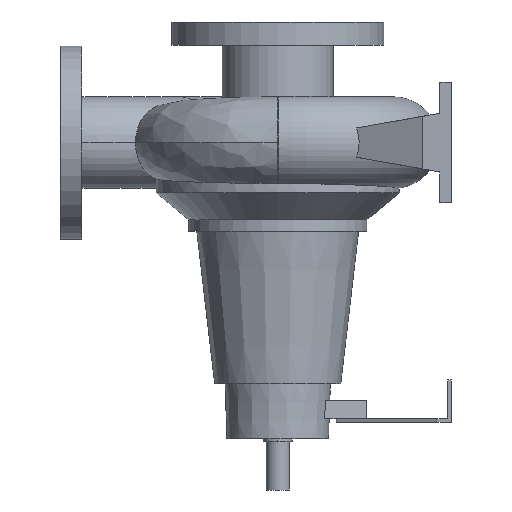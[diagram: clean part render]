
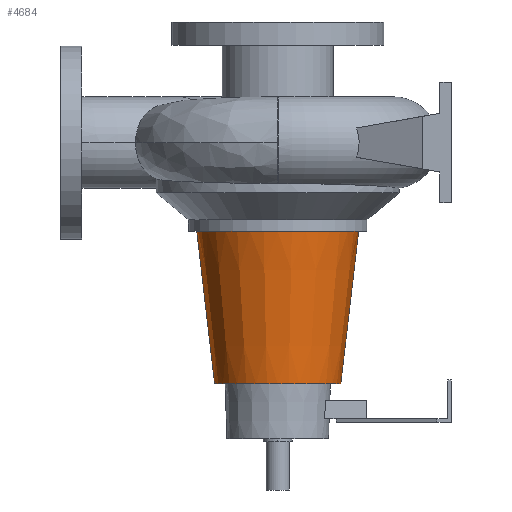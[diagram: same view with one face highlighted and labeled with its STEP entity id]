
A CAD part, left-side view. The second image highlights one B-rep face of the part: STEP entity #4684.
In plain terms, the highlighted conical face has half-angle 6.662 degrees and reference radius 65.4 mm.
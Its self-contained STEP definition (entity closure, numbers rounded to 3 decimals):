
#3 = ORIENTED_EDGE ( 'NONE', *, *, #2453, .F. ) ;
#264 = CARTESIAN_POINT ( 'NONE',  ( 0., 0., -250. ) ) ;
#410 = CARTESIAN_POINT ( 'NONE',  ( 0., -83.854, -92. ) ) ;
#657 = EDGE_LOOP ( 'NONE', ( #3, #3489, #3806, #2297 ) ) ;
#805 = LINE ( 'NONE', #3396, #1068 ) ;
#863 = FACE_OUTER_BOUND ( 'NONE', #657, .T. ) ;
#974 = CARTESIAN_POINT ( 'NONE',  ( 0., -65.4, -250. ) ) ;
#1068 = VECTOR ( 'NONE', #4608, 1000. ) ;
#1617 = DIRECTION ( 'NONE',  ( 0., -1., 0. ) ) ;
#1887 = DIRECTION ( 'NONE',  ( 0., -1., 0. ) ) ;
#2144 = CARTESIAN_POINT ( 'NONE',  ( 0., 0., -92. ) ) ;
#2183 = EDGE_CURVE ( 'NONE', #6600, #4429, #6190, .T. ) ;
#2297 = ORIENTED_EDGE ( 'NONE', *, *, #4020, .F. ) ;
#2453 = EDGE_CURVE ( 'NONE', #3570, #6697, #805, .T. ) ;
#2637 = CARTESIAN_POINT ( 'NONE',  ( 0., 83.854, -92. ) ) ;
#2973 = DIRECTION ( 'NONE',  ( 0., -0.116, 0.993 ) ) ;
#3396 = CARTESIAN_POINT ( 'NONE',  ( 0., 65.4, -250. ) ) ;
#3489 = ORIENTED_EDGE ( 'NONE', *, *, #6732, .T. ) ;
#3513 = CARTESIAN_POINT ( 'NONE',  ( 0., -65.4, -250. ) ) ;
#3518 = AXIS2_PLACEMENT_3D ( 'NONE', #3675, #4779, #6929 ) ;
#3570 = VERTEX_POINT ( 'NONE', #7004 ) ;
#3675 = CARTESIAN_POINT ( 'NONE',  ( 0., 0., -250. ) ) ;
#3806 = ORIENTED_EDGE ( 'NONE', *, *, #2183, .T. ) ;
#4020 = EDGE_CURVE ( 'NONE', #6697, #4429, #6981, .T. ) ;
#4327 = DIRECTION ( 'NONE',  ( 0., 0., 1. ) ) ;
#4429 = VERTEX_POINT ( 'NONE', #410 ) ;
#4608 = DIRECTION ( 'NONE',  ( 0., 0.116, 0.993 ) ) ;
#4623 = AXIS2_PLACEMENT_3D ( 'NONE', #264, #6677, #1887 ) ;
#4684 = ADVANCED_FACE ( 'NONE', ( #863 ), #4843, .T. ) ;
#4779 = DIRECTION ( 'NONE',  ( 0., 0., 1. ) ) ;
#4807 = VECTOR ( 'NONE', #2973, 1000. ) ;
#4843 = CONICAL_SURFACE ( 'NONE', #4623, 65.4, 0.116 ) ;
#5399 = AXIS2_PLACEMENT_3D ( 'NONE', #2144, #4327, #1617 ) ;
#5776 = CIRCLE ( 'NONE', #3518, 65.4 ) ;
#6190 = LINE ( 'NONE', #3513, #4807 ) ;
#6600 = VERTEX_POINT ( 'NONE', #974 ) ;
#6677 = DIRECTION ( 'NONE',  ( 0., 0., 1. ) ) ;
#6697 = VERTEX_POINT ( 'NONE', #2637 ) ;
#6732 = EDGE_CURVE ( 'NONE', #3570, #6600, #5776, .T. ) ;
#6929 = DIRECTION ( 'NONE',  ( 0., -1., 0. ) ) ;
#6981 = CIRCLE ( 'NONE', #5399, 83.854 ) ;
#7004 = CARTESIAN_POINT ( 'NONE',  ( 0., 65.4, -250. ) ) ;
